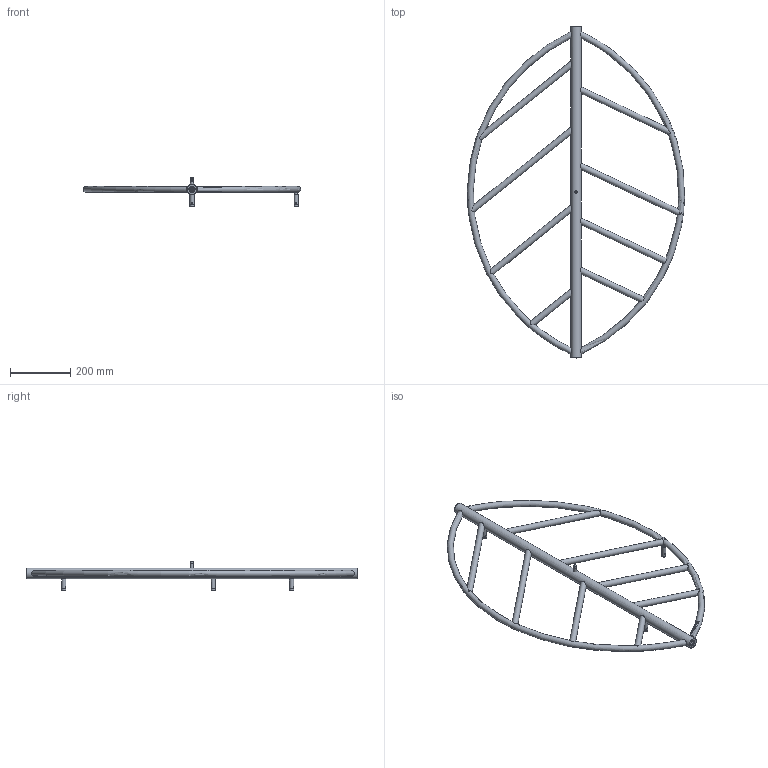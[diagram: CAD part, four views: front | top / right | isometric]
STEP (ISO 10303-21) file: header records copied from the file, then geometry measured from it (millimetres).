
FILE_DESCRIPTION( ( 'Unknown' ), '1' );
FILE_NAME( 'HOJA.stp', 'Unknown', ( 'Unknown' ), ( 'Unknown' ), 'PSStep 10.1', 'Unknown', ' ' );
FILE_SCHEMA( ( 'AUTOMOTIVE_DESIGN { 1 0 10303 214 1 1 1 1 }' ) );
Length unit declared in the file: millimetre
Products named in the file (7): Mocowanie Hoja A; Assem1; Mocowanie Hoja - 01; Mocowanie Hoja - 02; Mocowanie Hoja - 03; Mocowanie Hoja - 04; lisc rdzeñ
Bounding box: 719.65 x 1100 x 98 mm (x, y, z)
Volume: 858881.4 mm3; surface area: 1699948.4 mm2
Topology: 17 solids, 17 shells, 204 faces, 546 edges, 372 vertices
Faces by surface type: cylinder 97, plane 94, torus 8, cone 5
Full cylindrical faces by diameter (mm): 3.242 x5, 10 x5, 12 x10, 14 x5, 18 x16, 18.631 x4, 20 x16, 20.631 x4, 33 x2, 35 x2
Entity records: 7088 total; most frequent: CARTESIAN_POINT 4721, ORIENTED_EDGE 296, DIRECTION 278, EDGE_LOOP 168, EDGE_CURVE 148, AXIS2_PLACEMENT_3D 131, VERTEX_POINT 120, FACE_OUTER_BOUND 110
